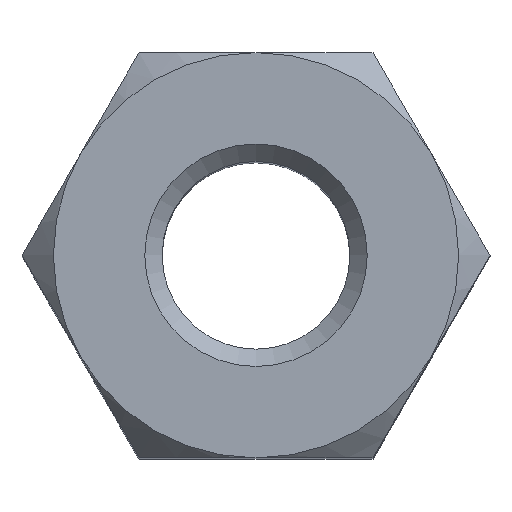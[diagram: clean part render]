
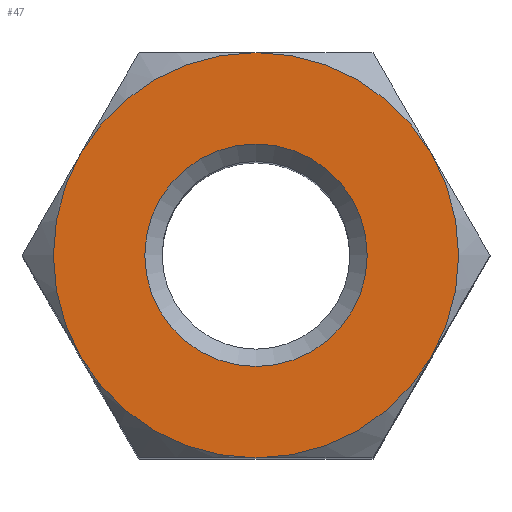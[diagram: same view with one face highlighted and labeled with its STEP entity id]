
A CAD part, top view. The second image highlights one B-rep face of the part: STEP entity #47.
In plain terms, the highlighted planar face has unit normal (0, 0, 1).
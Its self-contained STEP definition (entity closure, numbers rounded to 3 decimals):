
#47 = ADVANCED_FACE( '', ( #110, #111 ), #112, .F. );
#110 = FACE_BOUND( '', #191, .T. );
#111 = FACE_OUTER_BOUND( '', #192, .T. );
#112 = PLANE( '', #193 );
#191 = EDGE_LOOP( '', ( #266 ) );
#192 = EDGE_LOOP( '', ( #267, #268, #269, #270, #271, #272 ) );
#193 = AXIS2_PLACEMENT_3D( '', #273, #274, #275 );
#266 = ORIENTED_EDGE( '', *, *, #450, .T. );
#267 = ORIENTED_EDGE( '', *, *, #451, .T. );
#268 = ORIENTED_EDGE( '', *, *, #452, .T. );
#269 = ORIENTED_EDGE( '', *, *, #453, .T. );
#270 = ORIENTED_EDGE( '', *, *, #454, .T. );
#271 = ORIENTED_EDGE( '', *, *, #455, .T. );
#272 = ORIENTED_EDGE( '', *, *, #456, .T. );
#273 = CARTESIAN_POINT( '', ( 0., 0., 7.5 ) );
#274 = DIRECTION( '', ( 0., 0., -1. ) );
#275 = DIRECTION( '', ( -1., 0., 0. ) );
#450 = EDGE_CURVE( '', #519, #519, #520, .T. );
#451 = EDGE_CURVE( '', #521, #522, #523, .F. );
#452 = EDGE_CURVE( '', #522, #524, #525, .F. );
#453 = EDGE_CURVE( '', #524, #526, #527, .F. );
#454 = EDGE_CURVE( '', #526, #528, #529, .F. );
#455 = EDGE_CURVE( '', #528, #530, #531, .F. );
#456 = EDGE_CURVE( '', #530, #521, #532, .T. );
#519 = VERTEX_POINT( '', #616 );
#520 = CIRCLE( '', #617, 1.921 );
#521 = VERTEX_POINT( '', #618 );
#522 = VERTEX_POINT( '', #619 );
#523 = CIRCLE( '', #620, 3.5 );
#524 = VERTEX_POINT( '', #621 );
#525 = CIRCLE( '', #622, 3.5 );
#526 = VERTEX_POINT( '', #623 );
#527 = CIRCLE( '', #624, 3.5 );
#528 = VERTEX_POINT( '', #625 );
#529 = CIRCLE( '', #626, 3.5 );
#530 = VERTEX_POINT( '', #627 );
#531 = CIRCLE( '', #628, 3.5 );
#532 = CIRCLE( '', #629, 3.5 );
#616 = CARTESIAN_POINT( '', ( 0., 1.921, 7.5 ) );
#617 = AXIS2_PLACEMENT_3D( '', #870, #871, #872 );
#618 = CARTESIAN_POINT( '', ( -3.031, 1.75, 7.5 ) );
#619 = CARTESIAN_POINT( '', ( -3.031, -1.75, 7.5 ) );
#620 = AXIS2_PLACEMENT_3D( '', #873, #874, #875 );
#621 = CARTESIAN_POINT( '', ( 0., -3.5, 7.5 ) );
#622 = AXIS2_PLACEMENT_3D( '', #876, #877, #878 );
#623 = CARTESIAN_POINT( '', ( 3.031, -1.75, 7.5 ) );
#624 = AXIS2_PLACEMENT_3D( '', #879, #880, #881 );
#625 = CARTESIAN_POINT( '', ( 3.031, 1.75, 7.5 ) );
#626 = AXIS2_PLACEMENT_3D( '', #882, #883, #884 );
#627 = CARTESIAN_POINT( '', ( 0., 3.5, 7.5 ) );
#628 = AXIS2_PLACEMENT_3D( '', #885, #886, #887 );
#629 = AXIS2_PLACEMENT_3D( '', #888, #889, #890 );
#870 = CARTESIAN_POINT( '', ( 0., 0., 7.5 ) );
#871 = DIRECTION( '', ( 0., 0., -1. ) );
#872 = DIRECTION( '', ( 0., 1., 0. ) );
#873 = CARTESIAN_POINT( '', ( 0., 0., 7.5 ) );
#874 = DIRECTION( '', ( 0., 0., -1. ) );
#875 = DIRECTION( '', ( -1., 0., 0. ) );
#876 = CARTESIAN_POINT( '', ( 0., 0., 7.5 ) );
#877 = DIRECTION( '', ( 0., 0., -1. ) );
#878 = DIRECTION( '', ( -1., 0., 0. ) );
#879 = CARTESIAN_POINT( '', ( 0., 0., 7.5 ) );
#880 = DIRECTION( '', ( 0., 0., -1. ) );
#881 = DIRECTION( '', ( -1., 0., 0. ) );
#882 = CARTESIAN_POINT( '', ( 0., 0., 7.5 ) );
#883 = DIRECTION( '', ( 0., 0., -1. ) );
#884 = DIRECTION( '', ( -1., 0., 0. ) );
#885 = CARTESIAN_POINT( '', ( 0., 0., 7.5 ) );
#886 = DIRECTION( '', ( 0., 0., -1. ) );
#887 = DIRECTION( '', ( -1., 0., 0. ) );
#888 = CARTESIAN_POINT( '', ( 0., 0., 7.5 ) );
#889 = DIRECTION( '', ( 0., 0., 1. ) );
#890 = DIRECTION( '', ( 1., 0., 0. ) );
